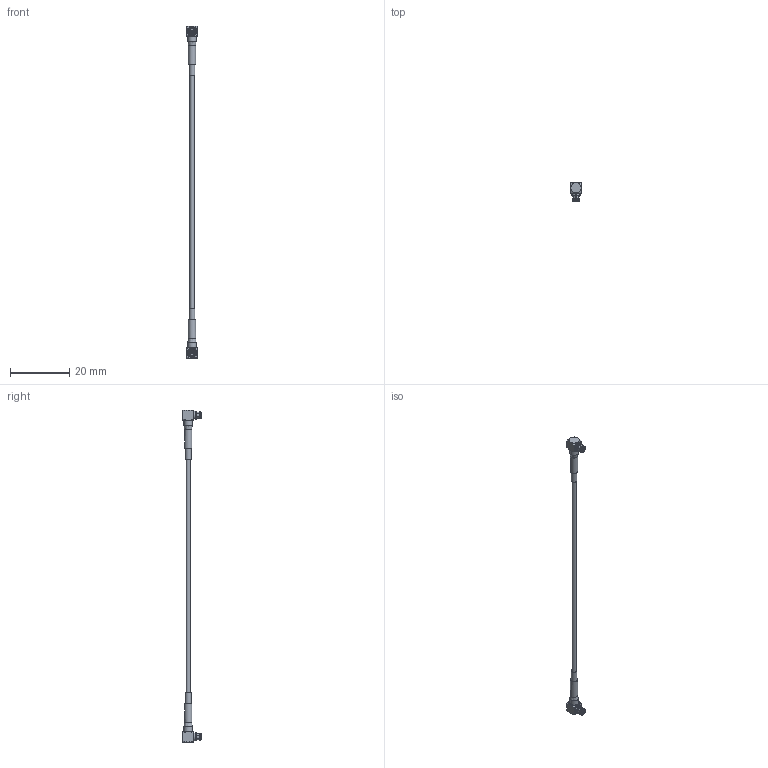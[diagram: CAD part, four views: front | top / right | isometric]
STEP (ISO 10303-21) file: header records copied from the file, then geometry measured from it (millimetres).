
FILE_DESCRIPTION (( 'STEP AP203' ), '1' );
FILE_NAME ('PE3C5004-SP_3D.step', '2021-07-26T16:45:46', ( '' ), ( '' ), 'SwSTEP 2.0', 'SolidWorks 2021', '' );
FILE_SCHEMA (( 'CONFIG_CONTROL_DESIGN' ));
Length unit declared in the file: inch
Products named in the file (4): Copy of Coax Cable^PE3C5004-SP_PE-P047; HeatShrink^PE3C5004-SP; PE44493^PE3C5004-SP; PE3C5004-SP_3D
Assembly tree (4 placements, depth 2):
  PE3C5004-SP_3D
    Copy of Coax Cable^PE3C5004-SP_PE-P047
    PE44493^PE3C5004-SP  x2
    HeatShrink^PE3C5004-SP
Bounding box: 3.51 x 6.1 x 111.7 mm (x, y, z)
Volume: 383.8 mm3; surface area: 931.6 mm2
Topology: 5 solids, 5 shells, 229 faces, 606 edges, 397 vertices
Faces by surface type: plane 104, cone 68, cylinder 45, bspline 12
Full cylindrical faces by diameter (mm): 0.508 x4, 1.25 x2, 1.422 x1, 1.651 x2, 1.93 x2, 2.1 x2, 2.438 x2, 2.742 x2, 2.862 x2, 3.14 x2
Entity records: 4968 total; most frequent: CARTESIAN_POINT 1756, ORIENTED_EDGE 570, DIRECTION 554, EDGE_CURVE 285, AXIS2_PLACEMENT_3D 225, VERTEX_POINT 197, EDGE_LOOP 154, FACE_OUTER_BOUND 140
